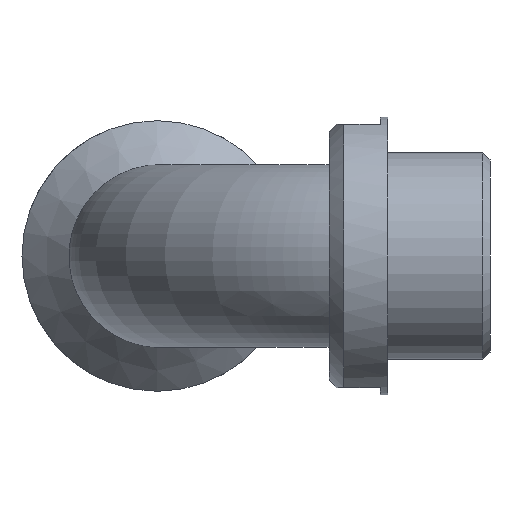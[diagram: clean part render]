
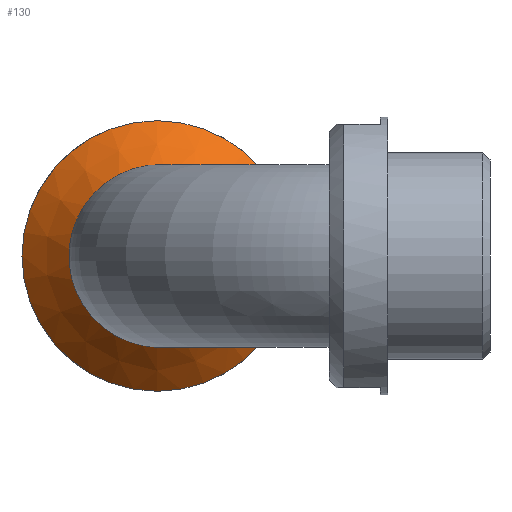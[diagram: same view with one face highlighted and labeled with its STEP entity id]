
A CAD part, left-side view. The second image highlights one B-rep face of the part: STEP entity #130.
In plain terms, the highlighted conical face has half-angle 45 degrees and reference radius 707.107 mm.
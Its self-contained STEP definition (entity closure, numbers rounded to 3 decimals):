
#130 = ADVANCED_FACE( '', ( #265, #266 ), #267, .T. );
#265 = FACE_OUTER_BOUND( '', #410, .T. );
#266 = FACE_BOUND( '', #411, .T. );
#267 = CONICAL_SURFACE( '', #412, 707.107, 0.785 );
#410 = EDGE_LOOP( '', ( #827 ) );
#411 = EDGE_LOOP( '', ( #828 ) );
#412 = AXIS2_PLACEMENT_3D( '', #829, #830, #831 );
#827 = ORIENTED_EDGE( '', *, *, #892, .F. );
#828 = ORIENTED_EDGE( '', *, *, #988, .F. );
#829 = CARTESIAN_POINT( '', ( 726.206, 37.6, 0. ) );
#830 = DIRECTION( '', ( 1., 0., 0. ) );
#831 = DIRECTION( '', ( 0., 0., -1. ) );
#892 = EDGE_CURVE( '', #1046, #1046, #1047, .T. );
#988 = EDGE_CURVE( '', #1204, #1204, #1205, .T. );
#1046 = VERTEX_POINT( '', #1337 );
#1047 = CIRCLE( '', #1338, 18.5 );
#1204 = VERTEX_POINT( '', #1756 );
#1205 = B_SPLINE_CURVE_WITH_KNOTS( '', 3, ( #1757, #1758, #1759, #1760, #1761, #1762, #1763, #1764, #1765, #1766, #1767, #1768, #1769, #1770, #1771, #1772, #1773, #1774, #1775, #1776, #1777, #1778, #1779, #1780, #1781, #1782, #1783, #1784, #1785, #1786, #1787, #1788, #1789, #1790, #1791, #1792, #1793, #1794, #1795, #1796, #1797, #1798, #1799, #1800, #1801, #1802, #1803, #1804, #1805, #1806, #1807, #1808, #1809, #1810, #1811, #1812, #1813, #1814, #1815, #1816, #1817, #1818, #1819, #1820, #1821, #1822, #1823, #1824, #1825, #1826, #1827, #1828, #1829, #1830, #1831, #1832, #1833, #1834, #1835, #1836, #1837, #1838, #1839, #1840, #1841, #1842, #1843, #1844, #1845, #1846, #1847, #1848, #1849, #1850 ), .UNSPECIFIED., .T., .F., ( 2, 2, 2, 2, 2, 2, 2, 2, 2, 2, 2, 2, 2, 2, 2, 2, 2, 1, 2, 2, 2, 2, 2, 2, 2, 2, 2, 2, 2, 2, 2, 2, 2, 2, 2, 1, 2, 2, 2, 2, 2, 2, 2, 2, 2, 2, 2, 2, 2, 2 ), ( -0.002, 0., 0.002, 0.004, 0.005, 0.007, 0.009, 0.01, 0.012, 0.015, 0.016, 0.017, 0.02, 0.021, 0.022, 0.025, 0.026, 0.027, 0.028, 0.029, 0.032, 0.033, 0.034, 0.037, 0.038, 0.039, 0.042, 0.044, 0.045, 0.047, 0.049, 0.05, 0.052, 0.054, 0.055, 0.057, 0.058, 0.059, 0.061, 0.063, 0.064, 0.066, 0.068, 0.069, 0.071, 0.074, 0.075, 0.076, 0.079, 0.081 ), .UNSPECIFIED. );
#1337 = CARTESIAN_POINT( '', ( 37.599, 37.6, -18.5 ) );
#1338 = AXIS2_PLACEMENT_3D( '', #1883, #1884, #1885 );
#1756 = CARTESIAN_POINT( '', ( 32.048, 27.149, -7.646 ) );
#1757 = CARTESIAN_POINT( '', ( 32.022, 27.659, -8.299 ) );
#1758 = CARTESIAN_POINT( '', ( 32.074, 26.639, -6.993 ) );
#1759 = CARTESIAN_POINT( '', ( 32.097, 26.201, -6.3 ) );
#1760 = CARTESIAN_POINT( '', ( 32.127, 25.649, -5.201 ) );
#1761 = CARTESIAN_POINT( '', ( 32.136, 25.482, -4.825 ) );
#1762 = CARTESIAN_POINT( '', ( 32.152, 25.186, -4.053 ) );
#1763 = CARTESIAN_POINT( '', ( 32.159, 25.057, -3.66 ) );
#1764 = CARTESIAN_POINT( '', ( 32.177, 24.732, -2.474 ) );
#1765 = CARTESIAN_POINT( '', ( 32.184, 24.595, -1.668 ) );
#1766 = CARTESIAN_POINT( '', ( 32.189, 24.511, -0.437 ) );
#1767 = CARTESIAN_POINT( '', ( 32.19, 24.503, -0.021 ) );
#1768 = CARTESIAN_POINT( '', ( 32.188, 24.529, 0.802 ) );
#1769 = CARTESIAN_POINT( '', ( 32.186, 24.562, 1.21 ) );
#1770 = CARTESIAN_POINT( '', ( 32.177, 24.723, 2.426 ) );
#1771 = CARTESIAN_POINT( '', ( 32.167, 24.91, 3.226 ) );
#1772 = CARTESIAN_POINT( '', ( 32.138, 25.446, 4.793 ) );
#1773 = CARTESIAN_POINT( '', ( 32.119, 25.788, 5.537 ) );
#1774 = CARTESIAN_POINT( '', ( 32.086, 26.405, 6.597 ) );
#1775 = CARTESIAN_POINT( '', ( 32.075, 26.629, 6.94 ) );
#1776 = CARTESIAN_POINT( '', ( 32.05, 27.112, 7.609 ) );
#1777 = CARTESIAN_POINT( '', ( 32.037, 27.372, 7.933 ) );
#1778 = CARTESIAN_POINT( '', ( 31.996, 28.188, 8.855 ) );
#1779 = CARTESIAN_POINT( '', ( 31.966, 28.787, 9.411 ) );
#1780 = CARTESIAN_POINT( '', ( 31.92, 29.766, 10.157 ) );
#1781 = CARTESIAN_POINT( '', ( 31.904, 30.107, 10.392 ) );
#1782 = CARTESIAN_POINT( '', ( 31.872, 30.809, 10.826 ) );
#1783 = CARTESIAN_POINT( '', ( 31.855, 31.168, 11.024 ) );
#1784 = CARTESIAN_POINT( '', ( 31.806, 32.269, 11.564 ) );
#1785 = CARTESIAN_POINT( '', ( 31.773, 33.034, 11.852 ) );
#1786 = CARTESIAN_POINT( '', ( 31.723, 34.231, 12.173 ) );
#1787 = CARTESIAN_POINT( '', ( 31.707, 34.635, 12.261 ) );
#1788 = CARTESIAN_POINT( '', ( 31.674, 35.444, 12.395 ) );
#1789 = CARTESIAN_POINT( '', ( 31.642, 36.255, 12.49 ) );
#1790 = CARTESIAN_POINT( '', ( 31.61, 37.073, 12.507 ) );
#1791 = CARTESIAN_POINT( '', ( 31.579, 37.894, 12.483 ) );
#1792 = CARTESIAN_POINT( '', ( 31.563, 38.308, 12.451 ) );
#1793 = CARTESIAN_POINT( '', ( 31.518, 39.534, 12.295 ) );
#1794 = CARTESIAN_POINT( '', ( 31.489, 40.331, 12.113 ) );
#1795 = CARTESIAN_POINT( '', ( 31.449, 41.495, 11.726 ) );
#1796 = CARTESIAN_POINT( '', ( 31.435, 41.878, 11.578 ) );
#1797 = CARTESIAN_POINT( '', ( 31.409, 42.634, 11.242 ) );
#1798 = CARTESIAN_POINT( '', ( 31.397, 43.002, 11.055 ) );
#1799 = CARTESIAN_POINT( '', ( 31.361, 44.071, 10.448 ) );
#1800 = CARTESIAN_POINT( '', ( 31.34, 44.739, 9.977 ) );
#1801 = CARTESIAN_POINT( '', ( 31.31, 45.672, 9.171 ) );
#1802 = CARTESIAN_POINT( '', ( 31.3, 45.973, 8.884 ) );
#1803 = CARTESIAN_POINT( '', ( 31.282, 46.54, 8.287 ) );
#1804 = CARTESIAN_POINT( '', ( 31.274, 46.807, 7.976 ) );
#1805 = CARTESIAN_POINT( '', ( 31.251, 47.56, 7.009 ) );
#1806 = CARTESIAN_POINT( '', ( 31.237, 47.998, 6.317 ) );
#1807 = CARTESIAN_POINT( '', ( 31.215, 48.74, 4.835 ) );
#1808 = CARTESIAN_POINT( '', ( 31.206, 49.032, 4.069 ) );
#1809 = CARTESIAN_POINT( '', ( 31.197, 49.355, 2.886 ) );
#1810 = CARTESIAN_POINT( '', ( 31.194, 49.444, 2.486 ) );
#1811 = CARTESIAN_POINT( '', ( 31.19, 49.582, 1.674 ) );
#1812 = CARTESIAN_POINT( '', ( 31.189, 49.631, 1.261 ) );
#1813 = CARTESIAN_POINT( '', ( 31.186, 49.715, 0.03 ) );
#1814 = CARTESIAN_POINT( '', ( 31.187, 49.69, -0.787 ) );
#1815 = CARTESIAN_POINT( '', ( 31.191, 49.532, -2.007 ) );
#1816 = CARTESIAN_POINT( '', ( 31.194, 49.458, -2.414 ) );
#1817 = CARTESIAN_POINT( '', ( 31.199, 49.271, -3.22 ) );
#1818 = CARTESIAN_POINT( '', ( 31.203, 49.158, -3.615 ) );
#1819 = CARTESIAN_POINT( '', ( 31.214, 48.763, -4.778 ) );
#1820 = CARTESIAN_POINT( '', ( 31.224, 48.426, -5.523 ) );
#1821 = CARTESIAN_POINT( '', ( 31.243, 47.806, -6.595 ) );
#1822 = CARTESIAN_POINT( '', ( 31.25, 47.581, -6.943 ) );
#1823 = CARTESIAN_POINT( '', ( 31.265, 47.101, -7.61 ) );
#1824 = CARTESIAN_POINT( '', ( 31.281, 46.591, -8.249 ) );
#1825 = CARTESIAN_POINT( '', ( 31.299, 46.021, -8.837 ) );
#1826 = CARTESIAN_POINT( '', ( 31.318, 45.421, -9.397 ) );
#1827 = CARTESIAN_POINT( '', ( 31.328, 45.104, -9.665 ) );
#1828 = CARTESIAN_POINT( '', ( 31.36, 44.12, -10.416 ) );
#1829 = CARTESIAN_POINT( '', ( 31.383, 43.425, -10.846 ) );
#1830 = CARTESIAN_POINT( '', ( 31.42, 42.323, -11.387 ) );
#1831 = CARTESIAN_POINT( '', ( 31.433, 41.946, -11.55 ) );
#1832 = CARTESIAN_POINT( '', ( 31.46, 41.172, -11.841 ) );
#1833 = CARTESIAN_POINT( '', ( 31.474, 40.778, -11.966 ) );
#1834 = CARTESIAN_POINT( '', ( 31.516, 39.591, -12.284 ) );
#1835 = CARTESIAN_POINT( '', ( 31.545, 38.785, -12.417 ) );
#1836 = CARTESIAN_POINT( '', ( 31.592, 37.555, -12.499 ) );
#1837 = CARTESIAN_POINT( '', ( 31.607, 37.139, -12.507 ) );
#1838 = CARTESIAN_POINT( '', ( 31.639, 36.316, -12.481 ) );
#1839 = CARTESIAN_POINT( '', ( 31.655, 35.908, -12.449 ) );
#1840 = CARTESIAN_POINT( '', ( 31.704, 34.693, -12.292 ) );
#1841 = CARTESIAN_POINT( '', ( 31.737, 33.895, -12.111 ) );
#1842 = CARTESIAN_POINT( '', ( 31.804, 32.324, -11.587 ) );
#1843 = CARTESIAN_POINT( '', ( 31.837, 31.576, -11.253 ) );
#1844 = CARTESIAN_POINT( '', ( 31.885, 30.51, -10.649 ) );
#1845 = CARTESIAN_POINT( '', ( 31.901, 30.165, -10.43 ) );
#1846 = CARTESIAN_POINT( '', ( 31.933, 29.492, -9.957 ) );
#1847 = CARTESIAN_POINT( '', ( 31.948, 29.164, -9.701 ) );
#1848 = CARTESIAN_POINT( '', ( 31.994, 28.227, -8.894 ) );
#1849 = CARTESIAN_POINT( '', ( 32.022, 27.659, -8.299 ) );
#1850 = CARTESIAN_POINT( '', ( 32.074, 26.639, -6.993 ) );
#1883 = CARTESIAN_POINT( '', ( 37.599, 37.6, 0. ) );
#1884 = DIRECTION( '', ( 1., 0., 0. ) );
#1885 = DIRECTION( '', ( 0., 0., -1. ) );
